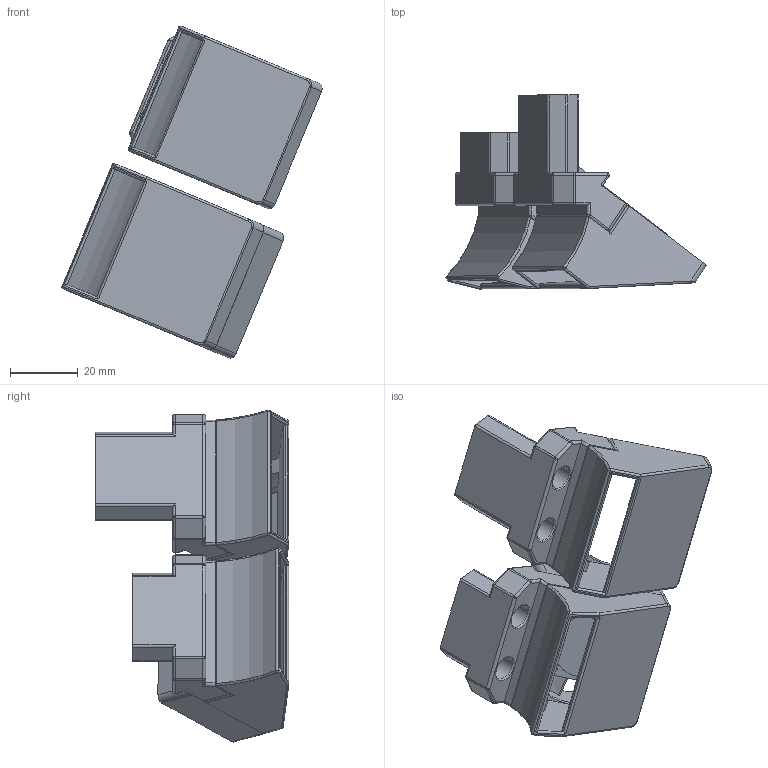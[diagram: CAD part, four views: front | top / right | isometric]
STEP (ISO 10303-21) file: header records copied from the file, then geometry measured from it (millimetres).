
FILE_DESCRIPTION(/* description */ (''),/* implementation_level */ '2;1');
FILE_NAME(/* name */ '40mm_fan_duct_holder_v2.step',/* time_stamp */ '2018-08-19T15:41:48+02:00',/* author */ (''),/* organization */ (''),/* preprocessor_version */ 'ST-DEVELOPER v17',/* originating_system */ 'Autodesk Translation Framework v7.1.0.215',/* authorisation */ '');
FILE_SCHEMA (('AUTOMOTIVE_DESIGN { 1 0 10303 214 3 1 1 }'));
Length unit declared in the file: millimetre
Products named in the file (6): 40mm_fan_duct_holder_v2; 40mmFanHolderV2; 40mmFanHolderVolcanoV2; 40mmFan; 40mmFanDuctV2; 40mmFanDuctV3
Assembly tree (5 placements, depth 2):
  40mm_fan_duct_holder_v2
    40mmFanHolderV2
    40mmFanHolderVolcanoV2
    40mmFan
    40mmFanDuctV2
    40mmFanDuctV3
Bounding box: 76.83 x 57.17 x 98.01 mm (x, y, z)
Volume: 41951.9 mm3; surface area: 33920 mm2
Topology: 12 solids, 12 shells, 394 faces, 970 edges, 609 vertices
Faces by surface type: plane 165, cylinder 149, bspline 40, sphere 28, torus 12
Full cylindrical faces by diameter (mm): 3.5 x8, 3.8 x8, 5.7 x4, 7.1 x4, 18.8 x1, 19.8 x2, 22 x1, 36.8 x2, 38 x1
Entity records: 12581 total; most frequent: CARTESIAN_POINT 2883, DIRECTION 2034, ORIENTED_EDGE 1948, EDGE_CURVE 974, AXIS2_PLACEMENT_3D 753, VERTEX_POINT 623, LINE 528, VECTOR 528
